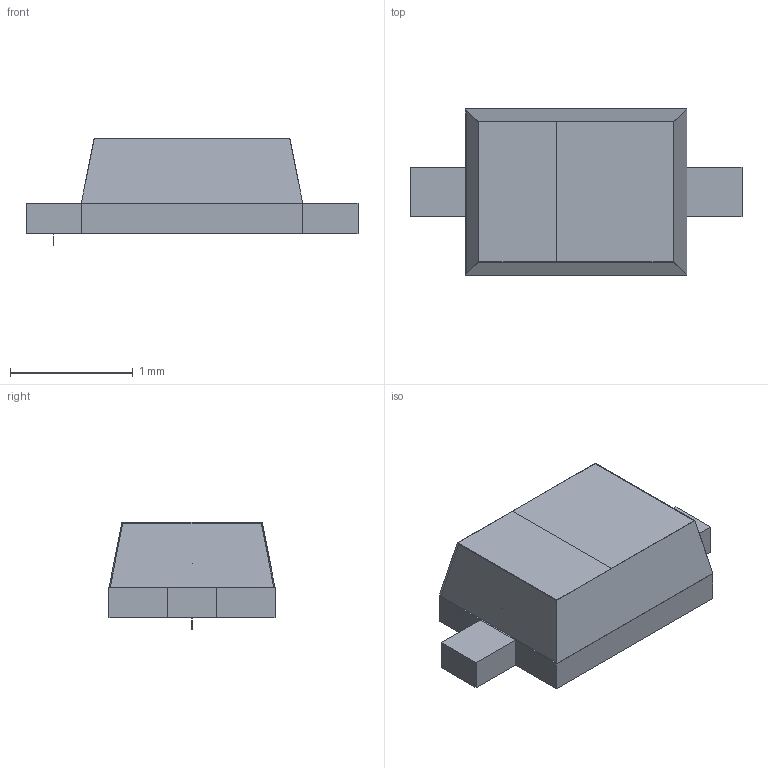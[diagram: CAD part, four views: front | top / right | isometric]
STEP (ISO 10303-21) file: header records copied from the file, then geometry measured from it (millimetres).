
FILE_DESCRIPTION(('Open CASCADE Model'),'2;1');
FILE_NAME('Open CASCADE Shape Model','2010-04-22T14:11:37',('Author'),( 'Open CASCADE'),'Open CASCADE STEP processor 6.3','Open CASCADE 6.3' ,'Unknown');
FILE_SCHEMA(('AUTOMOTIVE_DESIGN_CC2 { 1 2 10303 214 -1 1 5 4 }'));
Length unit declared in the file: millimetre
Products named in the file (81): Open CASCADE STEP translator 6.3 10; Open CASCADE STEP translator 6.3 10.1; Open CASCADE STEP translator 6.3 10.1.1; Open CASCADE STEP translator 6.3 10.1.1.1; Open CASCADE STEP translator 6.3 10.1.1.2; Open CASCADE STEP translator 6.3 10.1.1.3; Open CASCADE STEP translator 6.3 10.1.1.4; Open CASCADE STEP translator 6.3 10.1.1.5; Open CASCADE STEP translator 6.3 10.1.1.6; Open CASCADE STEP translator 6.3 10.1.1.7; Open CASCADE STEP translator 6.3 10.1.1.8; Open CASCADE STEP translator 6.3 10.1.1.9; Open CASCADE STEP translator 6.3 10.1.1.10; Open CASCADE STEP translator 6.3 10.1.1.11; Open CASCADE STEP translator 6.3 10.1.1.12; Open CASCADE STEP translator 6.3 10.1.1.13; Open CASCADE STEP translator 6.3 10.1.1.14; Open CASCADE STEP translator 6.3 10.1.1.15; Open CASCADE STEP translator 6.3 10.1.1.16; Open CASCADE STEP translator 6.3 10.1.1.17; Open CASCADE STEP translator 6.3 10.1.1.18; Open CASCADE STEP translator 6.3 10.1.1.19; Open CASCADE STEP translator 6.3 10.1.1.20; Open CASCADE STEP translator 6.3 10.1.1.21; Open CASCADE STEP translator 6.3 10.1.1.22; Open CASCADE STEP translator 6.3 10.1.1.23; Open CASCADE STEP translator 6.3 10.1.1.24; Open CASCADE STEP translator 6.3 10.1.1.25; Open CASCADE STEP translator 6.3 10.1.1.26; Open CASCADE STEP translator 6.3 10.1.1.27; Open CASCADE STEP translator 6.3 10.1.1.28; Open CASCADE STEP translator 6.3 10.1.1.29; Open CASCADE STEP translator 6.3 10.1.2; Open CASCADE STEP translator 6.3 10.1.2.1; Open CASCADE STEP translator 6.3 10.1.2.1.1; Open CASCADE STEP translator 6.3 10.1.2.1.2; Open CASCADE STEP translator 6.3 10.1.2.1.3; Open CASCADE STEP translator 6.3 10.1.2.1.4; Open CASCADE STEP translator 6.3 10.1.2.1.5; Open CASCADE STEP translator 6.3 10.1.2.1.6 ...
Assembly tree (80 placements, depth 5):
  Open CASCADE STEP translator 6.3 10
    Open CASCADE STEP translator 6.3 10.1
      Open CASCADE STEP translator 6.3 10.1.1
        Open CASCADE STEP translator 6.3 10.1.1.1
        Open CASCADE STEP translator 6.3 10.1.1.2
        Open CASCADE STEP translator 6.3 10.1.1.3
        Open CASCADE STEP translator 6.3 10.1.1.4
        Open CASCADE STEP translator 6.3 10.1.1.5
        Open CASCADE STEP translator 6.3 10.1.1.6
        Open CASCADE STEP translator 6.3 10.1.1.7
        Open CASCADE STEP translator 6.3 10.1.1.8
        Open CASCADE STEP translator 6.3 10.1.1.9
        Open CASCADE STEP translator 6.3 10.1.1.10
        Open CASCADE STEP translator 6.3 10.1.1.11
        Open CASCADE STEP translator 6.3 10.1.1.12
        Open CASCADE STEP translator 6.3 10.1.1.13
        Open CASCADE STEP translator 6.3 10.1.1.14
        Open CASCADE STEP translator 6.3 10.1.1.15
        Open CASCADE STEP translator 6.3 10.1.1.16
        Open CASCADE STEP translator 6.3 10.1.1.17
        Open CASCADE STEP translator 6.3 10.1.1.18
        Open CASCADE STEP translator 6.3 10.1.1.19
        Open CASCADE STEP translator 6.3 10.1.1.20
        Open CASCADE STEP translator 6.3 10.1.1.21
        Open CASCADE STEP translator 6.3 10.1.1.22
        Open CASCADE STEP translator 6.3 10.1.1.23
        Open CASCADE STEP translator 6.3 10.1.1.24
        Open CASCADE STEP translator 6.3 10.1.1.25
        Open CASCADE STEP translator 6.3 10.1.1.26
        Open CASCADE STEP translator 6.3 10.1.1.27
        Open CASCADE STEP translator 6.3 10.1.1.28
        Open CASCADE STEP translator 6.3 10.1.1.29
      Open CASCADE STEP translator 6.3 10.1.2
        Open CASCADE STEP translator 6.3 10.1.2.1
          Open CASCADE STEP translator 6.3 10.1.2.1.1
          Open CASCADE STEP translator 6.3 10.1.2.1.2
          Open CASCADE STEP translator 6.3 10.1.2.1.3
          Open CASCADE STEP translator 6.3 10.1.2.1.4
          Open CASCADE STEP translator 6.3 10.1.2.1.5
          Open CASCADE STEP translator 6.3 10.1.2.1.6
          Open CASCADE STEP translator 6.3 10.1.2.1.7
          Open CASCADE STEP translator 6.3 10.1.2.1.8
          Open CASCADE STEP translator 6.3 10.1.2.1.9
          Open CASCADE STEP translator 6.3 10.1.2.1.10
          Open CASCADE STEP translator 6.3 10.1.2.1.11
          Open CASCADE STEP translator 6.3 10.1.2.1.12
          Open CASCADE STEP translator 6.3 10.1.2.1.13
          Open CASCADE STEP translator 6.3 10.1.2.1.14
          Open CASCADE STEP translator 6.3 10.1.2.1.15
          Open CASCADE STEP translator 6.3 10.1.2.1.16
          Open CASCADE STEP translator 6.3 10.1.2.1.17
          Open CASCADE STEP translator 6.3 10.1.2.1.18
          Open CASCADE STEP translator 6.3 10.1.2.1.19
          Open CASCADE STEP translator 6.3 10.1.2.1.20
          Open CASCADE STEP translator 6.3 10.1.2.1.21
          Open CASCADE STEP translator 6.3 10.1.2.1.22
          Open CASCADE STEP translator 6.3 10.1.2.1.23
          Open CASCADE STEP translator 6.3 10.1.2.1.24
          Open CASCADE STEP translator 6.3 10.1.2.1.25
          Open CASCADE STEP translator 6.3 10.1.2.1.26
Bounding box: 2.7 x 1.35 x 0.87 mm (x, y, z)
Surface area: 18.6 mm2 (no closed solid volume)
Topology: 0 solids, 75 shells, 75 faces, 353 edges, 353 vertices
Faces by surface type: bspline 75
Entity records: 7509 total; most frequent: CARTESIAN_POINT 1442, DIRECTION 866, LINE 704, VECTOR 704, ORIENTED_EDGE 353, EDGE_CURVE 353, VERTEX_POINT 353, SURFACE_CURVE 353
